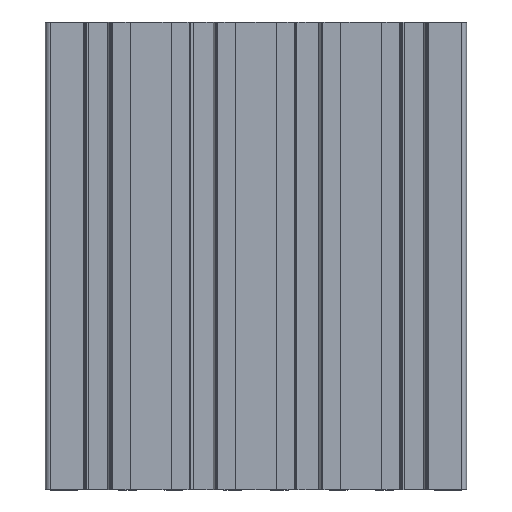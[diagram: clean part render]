
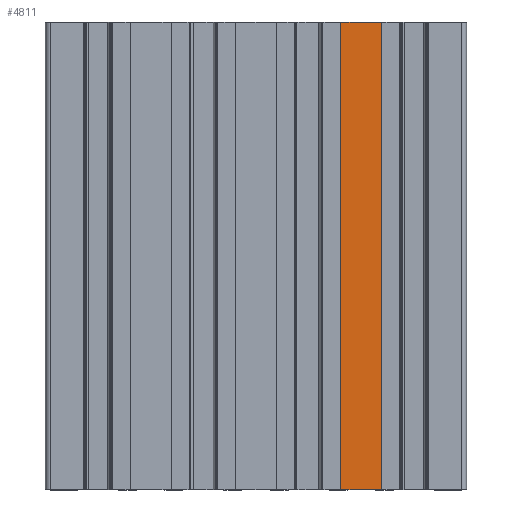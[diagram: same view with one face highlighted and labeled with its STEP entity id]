
A CAD part, top view. The second image highlights one B-rep face of the part: STEP entity #4811.
In plain terms, the highlighted planar face has unit normal (0, 0, 1).
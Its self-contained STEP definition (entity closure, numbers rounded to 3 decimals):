
#112=PLANE('',#5145);
#323=FACE_OUTER_BOUND('',#565,.T.);
#565=EDGE_LOOP('',(#3721,#3722,#3723,#3724));
#1000=LINE('',#7519,#1568);
#1002=LINE('',#7523,#1570);
#1003=LINE('',#7525,#1571);
#1004=LINE('',#7526,#1572);
#1568=VECTOR('',#6108,200.);
#1570=VECTOR('',#6112,17.5);
#1571=VECTOR('',#6113,200.);
#1572=VECTOR('',#6114,17.5);
#2237=VERTEX_POINT('',#7516);
#2238=VERTEX_POINT('',#7518);
#2239=VERTEX_POINT('',#7522);
#2240=VERTEX_POINT('',#7524);
#2858=EDGE_CURVE('',#2237,#2238,#1000,.T.);
#2860=EDGE_CURVE('',#2237,#2239,#1002,.T.);
#2861=EDGE_CURVE('',#2239,#2240,#1003,.T.);
#2862=EDGE_CURVE('',#2238,#2240,#1004,.T.);
#3721=ORIENTED_EDGE('',*,*,#2860,.T.);
#3722=ORIENTED_EDGE('',*,*,#2861,.T.);
#3723=ORIENTED_EDGE('',*,*,#2862,.F.);
#3724=ORIENTED_EDGE('',*,*,#2858,.F.);
#4811=ADVANCED_FACE('',(#323),#112,.T.);
#5145=AXIS2_PLACEMENT_3D('',#7521,#6110,#6111);
#6108=DIRECTION('',(0.,-1.,0.));
#6110=DIRECTION('center_axis',(0.,0.,1.));
#6111=DIRECTION('ref_axis',(1.,0.,0.));
#6112=DIRECTION('',(-1.,0.,0.));
#6113=DIRECTION('',(0.,-1.,0.));
#6114=DIRECTION('',(-1.,0.,0.));
#7516=CARTESIAN_POINT('',(53.75,200.,10.75));
#7518=CARTESIAN_POINT('',(53.75,0.,10.75));
#7519=CARTESIAN_POINT('',(53.75,0.,10.75));
#7521=CARTESIAN_POINT('Origin',(36.25,0.,10.75));
#7522=CARTESIAN_POINT('',(36.25,200.,10.75));
#7523=CARTESIAN_POINT('',(18.125,200.,10.75));
#7524=CARTESIAN_POINT('',(36.25,0.,10.75));
#7525=CARTESIAN_POINT('',(36.25,0.,10.75));
#7526=CARTESIAN_POINT('',(18.125,0.,10.75));
